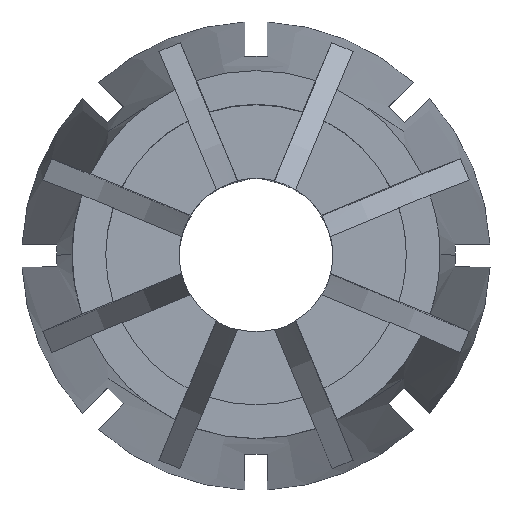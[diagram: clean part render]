
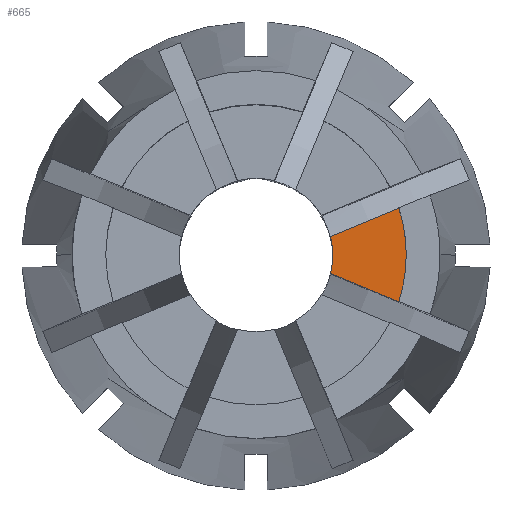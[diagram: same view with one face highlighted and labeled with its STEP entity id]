
A CAD part, top view. The second image highlights one B-rep face of the part: STEP entity #665.
In plain terms, the highlighted planar face has unit normal (0, 0, 1).
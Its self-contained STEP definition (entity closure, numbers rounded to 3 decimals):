
#3 = EDGE_CURVE ( 'NONE', #3185, #3348, #2168, .T. ) ;
#19 = ORIENTED_EDGE ( 'NONE', *, *, #3437, .F. ) ;
#158 = DIRECTION ( 'NONE',  ( 1., 0., 0. ) ) ;
#178 = ORIENTED_EDGE ( 'NONE', *, *, #1730, .T. ) ;
#192 = CIRCLE ( 'NONE', #3489, 2.5 ) ;
#211 = CIRCLE ( 'NONE', #2407, 4.9 ) ;
#280 = CARTESIAN_POINT ( 'NONE',  ( 4.657, 1.523, -8. ) ) ;
#304 = CARTESIAN_POINT ( 'NONE',  ( 0., 0., -8. ) ) ;
#366 = LINE ( 'NONE', #3156, #3368 ) ;
#458 = AXIS2_PLACEMENT_3D ( 'NONE', #3442, #4485, #878 ) ;
#665 = ADVANCED_FACE ( 'NONE', ( #2839 ), #3717, .T. ) ;
#718 = ORIENTED_EDGE ( 'NONE', *, *, #3, .T. ) ;
#855 = EDGE_CURVE ( 'NONE', #4275, #3348, #1348, .T. ) ;
#875 = EDGE_LOOP ( 'NONE', ( #2514, #3474, #178, #718, #2042, #19 ) ) ;
#877 = DIRECTION ( 'NONE',  ( -0.924, -0.383, 0. ) ) ;
#878 = DIRECTION ( 'NONE',  ( 1., 0., 0. ) ) ;
#952 = CARTESIAN_POINT ( 'NONE',  ( 0., 0., -8. ) ) ;
#1235 = VECTOR ( 'NONE', #877, 1000. ) ;
#1305 = DIRECTION ( 'NONE',  ( 1., 0., 0. ) ) ;
#1342 = AXIS2_PLACEMENT_3D ( 'NONE', #952, #3411, #1305 ) ;
#1348 = CIRCLE ( 'NONE', #458, 2.5 ) ;
#1461 = VERTEX_POINT ( 'NONE', #1790 ) ;
#1671 = DIRECTION ( 'NONE',  ( 0., 0., 1. ) ) ;
#1697 = DIRECTION ( 'NONE',  ( 1., 0., 0. ) ) ;
#1730 = EDGE_CURVE ( 'NONE', #3632, #3185, #211, .T. ) ;
#1790 = CARTESIAN_POINT ( 'NONE',  ( 4.657, -1.523, -8. ) ) ;
#1963 = EDGE_CURVE ( 'NONE', #1461, #4112, #366, .T. ) ;
#2042 = ORIENTED_EDGE ( 'NONE', *, *, #855, .F. ) ;
#2168 = LINE ( 'NONE', #4446, #1235 ) ;
#2236 = DIRECTION ( 'NONE',  ( 0., 0., 1. ) ) ;
#2332 = CIRCLE ( 'NONE', #1342, 4.9 ) ;
#2343 = CARTESIAN_POINT ( 'NONE',  ( 4.9, 0., -8. ) ) ;
#2407 = AXIS2_PLACEMENT_3D ( 'NONE', #304, #1671, #1697 ) ;
#2514 = ORIENTED_EDGE ( 'NONE', *, *, #1963, .F. ) ;
#2607 = DIRECTION ( 'NONE',  ( 0., 0., 1. ) ) ;
#2663 = CARTESIAN_POINT ( 'NONE',  ( 0., 2.5, -8. ) ) ;
#2737 = DIRECTION ( 'NONE',  ( 1., 0., 0. ) ) ;
#2839 = FACE_OUTER_BOUND ( 'NONE', #875, .T. ) ;
#2883 = AXIS2_PLACEMENT_3D ( 'NONE', #2663, #2607, #2737 ) ;
#3156 = CARTESIAN_POINT ( 'NONE',  ( -0.74, 0.713, -8. ) ) ;
#3181 = DIRECTION ( 'NONE',  ( -0.924, 0.383, 0. ) ) ;
#3185 = VERTEX_POINT ( 'NONE', #280 ) ;
#3348 = VERTEX_POINT ( 'NONE', #4205 ) ;
#3368 = VECTOR ( 'NONE', #3181, 1000. ) ;
#3411 = DIRECTION ( 'NONE',  ( 0., 0., 1. ) ) ;
#3437 = EDGE_CURVE ( 'NONE', #4112, #4275, #192, .T. ) ;
#3442 = CARTESIAN_POINT ( 'NONE',  ( 0., 0., -8. ) ) ;
#3474 = ORIENTED_EDGE ( 'NONE', *, *, #4182, .T. ) ;
#3489 = AXIS2_PLACEMENT_3D ( 'NONE', #4345, #2236, #158 ) ;
#3632 = VERTEX_POINT ( 'NONE', #2343 ) ;
#3717 = PLANE ( 'NONE',  #2883 ) ;
#3718 = CARTESIAN_POINT ( 'NONE',  ( 2.427, -0.599, -8. ) ) ;
#4112 = VERTEX_POINT ( 'NONE', #3718 ) ;
#4182 = EDGE_CURVE ( 'NONE', #1461, #3632, #2332, .T. ) ;
#4185 = CARTESIAN_POINT ( 'NONE',  ( 2.5, 0., -8. ) ) ;
#4205 = CARTESIAN_POINT ( 'NONE',  ( 2.427, 0.599, -8. ) ) ;
#4275 = VERTEX_POINT ( 'NONE', #4185 ) ;
#4345 = CARTESIAN_POINT ( 'NONE',  ( 0., 0., -8. ) ) ;
#4446 = CARTESIAN_POINT ( 'NONE',  ( 1.027, 0.02, -8. ) ) ;
#4485 = DIRECTION ( 'NONE',  ( 0., 0., 1. ) ) ;
